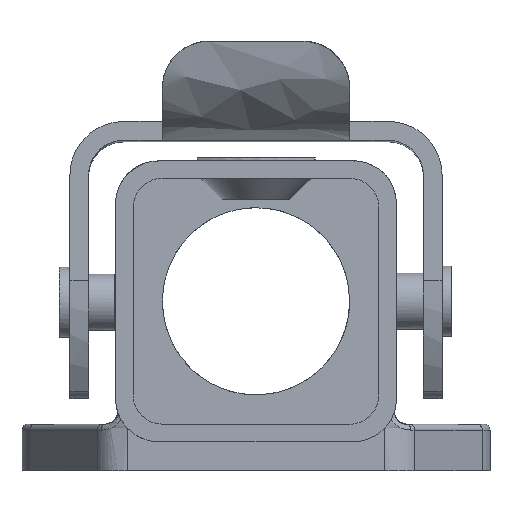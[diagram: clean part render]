
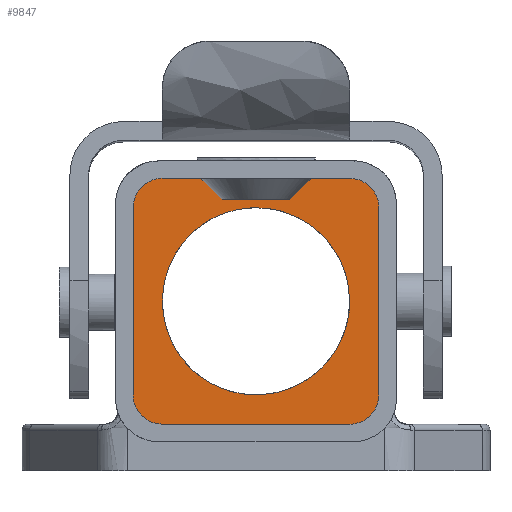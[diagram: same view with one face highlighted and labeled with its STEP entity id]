
A CAD part, front view. The second image highlights one B-rep face of the part: STEP entity #9847.
In plain terms, the highlighted free-form (B-spline) face has degree [1, 1] with [2, 2] control points.
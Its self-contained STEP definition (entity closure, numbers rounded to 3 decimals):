
#3367=CARTESIAN_POINT('V383',(-10.5,10.65,
   22.5));
#3368=VERTEX_POINT('V383',#3367);
#3374=CARTESIAN_POINT('V382',(-8.,10.65,
   25.));
#3375=VERTEX_POINT('V382',#3374);
#3376=CARTESIAN_POINT('E562',(-10.5,10.65,
   22.5));
#3377=CARTESIAN_POINT('E562',(-10.5,10.65,
   25.));
#3378=CARTESIAN_POINT('E562',(-8.,10.65,
   25.));
#3386=(BOUNDED_CURVE()B_SPLINE_CURVE(2,(#3376,#3377,#3378),
   .CIRCULAR_ARC.,.F.,.U.)CURVE()GEOMETRIC_REPRESENTATION_ITEM()
   QUASI_UNIFORM_CURVE()RATIONAL_B_SPLINE_CURVE((1.0,
   0.707,1.0))REPRESENTATION_ITEM('E562'));
#3387=EDGE_CURVE('E562',#3368,#3375,#3386,.T.);
#3428=CARTESIAN_POINT('V385',(8.,10.65,
   25.));
#3429=VERTEX_POINT('V385',#3428);
#3435=CARTESIAN_POINT('V384',(10.5,10.65,
   22.5));
#3436=VERTEX_POINT('V384',#3435);
#3437=CARTESIAN_POINT('E565',(8.,10.65,
   25.));
#3438=CARTESIAN_POINT('E565',(10.5,10.65,
   25.));
#3439=CARTESIAN_POINT('E565',(10.5,10.65,
   22.5));
#3447=(BOUNDED_CURVE()B_SPLINE_CURVE(2,(#3437,#3438,#3439),
   .CIRCULAR_ARC.,.F.,.U.)CURVE()GEOMETRIC_REPRESENTATION_ITEM()
   QUASI_UNIFORM_CURVE()RATIONAL_B_SPLINE_CURVE((1.0,
   0.707,1.0))REPRESENTATION_ITEM('E565'));
#3448=EDGE_CURVE('E565',#3429,#3436,#3447,.T.);
#3478=CARTESIAN_POINT('V390',(4.7,10.65,
   25.));
#3479=VERTEX_POINT('V390',#3478);
#3487=CARTESIAN_POINT('E579',(4.7,10.65,
   25.));
#3488=CARTESIAN_POINT('E579',(8.,10.65,
   25.));
#3489=B_SPLINE_CURVE_WITH_KNOTS('E579',1,(#3487,#3488),
   .POLYLINE_FORM.,.F.,.U.,(2,2),(0.794,1.0),
   .UNSPECIFIED.);
#3490=EDGE_CURVE('E579',#3479,#3429,#3489,.T.);
#3499=CARTESIAN_POINT('V391',(-4.7,10.65,
   25.));
#3500=VERTEX_POINT('V391',#3499);
#3501=CARTESIAN_POINT('E578',(-8.,10.65,
   25.));
#3502=CARTESIAN_POINT('E578',(-4.7,10.65,
   25.));
#3503=B_SPLINE_CURVE_WITH_KNOTS('E578',1,(#3501,#3502),
   .POLYLINE_FORM.,.F.,.U.,(2,2),(0.0,0.206),
   .UNSPECIFIED.);
#3504=EDGE_CURVE('E578',#3375,#3500,#3503,.T.);
#3536=CARTESIAN_POINT('V354',(2.9,10.65,
   23.2));
#3537=VERTEX_POINT('V354',#3536);
#3538=CARTESIAN_POINT('E574',(2.9,10.65,
   23.2));
#3539=CARTESIAN_POINT('E574',(4.7,10.65,
   25.));
#3540=B_SPLINE_CURVE_WITH_KNOTS('E574',1,(#3538,#3539),
   .POLYLINE_FORM.,.F.,.U.,(2,2),(0.093,
   0.907),.UNSPECIFIED.);
#3541=EDGE_CURVE('E574',#3537,#3479,#3540,.T.);
#3609=CARTESIAN_POINT('V352',(-2.9,10.65,
   23.2));
#3610=VERTEX_POINT('V352',#3609);
#3611=CARTESIAN_POINT('E576',(-4.7,10.65,
   25.));
#3612=CARTESIAN_POINT('E576',(-2.9,10.65,
   23.2));
#3613=B_SPLINE_CURVE_WITH_KNOTS('E576',1,(#3611,#3612),
   .POLYLINE_FORM.,.F.,.U.,(2,2),(0.093,
   0.907),.UNSPECIFIED.);
#3614=EDGE_CURVE('E576',#3500,#3610,#3613,.T.);
#3632=CARTESIAN_POINT('E529',(-2.9,10.65,
   23.2));
#3633=CARTESIAN_POINT('E529',(2.9,10.65,
   23.2));
#3634=QUASI_UNIFORM_CURVE('E529',1,(#3632,#3633),.POLYLINE_FORM.,.F.,
   .U.);
#3635=EDGE_CURVE('E529',#3610,#3537,#3634,.T.);
#6994=CARTESIAN_POINT('V358',(8.0,10.65,
   14.5));
#6995=VERTEX_POINT('V358',#6994);
#7019=CARTESIAN_POINT('E534',(8.0,10.65,
   14.5));
#7020=CARTESIAN_POINT('E534',(8.0,10.65,
   28.356));
#7021=CARTESIAN_POINT('E534',(-4.0,10.65,
   21.428));
#7022=CARTESIAN_POINT('E534',(-16.0,10.65,
   14.5));
#7023=CARTESIAN_POINT('E534',(-4.0,10.65,
   7.572));
#7024=CARTESIAN_POINT('E534',(8.0,10.65,
   0.644));
#7025=CARTESIAN_POINT('E534',(8.0,10.65,
   14.5));
#7033=(BOUNDED_CURVE()B_SPLINE_CURVE(2,(#7019,#7020,#7021,#7022,
   #7023,#7024,#7025),.CIRCULAR_ARC.,.T.,.U.)
   B_SPLINE_CURVE_WITH_KNOTS((3,2,2,3),(0.0,0.333,
   0.667,1.0),.UNSPECIFIED.)CURVE()
   GEOMETRIC_REPRESENTATION_ITEM()RATIONAL_B_SPLINE_CURVE((1.0,
   0.5,1.0,0.5,1.0,0.5,1.0)
   )REPRESENTATION_ITEM('E534'));
#7034=EDGE_CURVE('E534',#6995,#6995,#7033,.T.);
#9755=CARTESIAN_POINT('V417',(10.5,10.65,
   6.5));
#9756=VERTEX_POINT('V417',#9755);
#9762=CARTESIAN_POINT('V418',(8.,10.65,
   4.));
#9763=VERTEX_POINT('V418',#9762);
#9764=CARTESIAN_POINT('E633',(10.5,10.65,
   6.5));
#9765=CARTESIAN_POINT('E633',(10.5,10.65,
   4.));
#9766=CARTESIAN_POINT('E633',(8.,10.65,
   4.));
#9774=(BOUNDED_CURVE()B_SPLINE_CURVE(2,(#9764,#9765,#9766),
   .CIRCULAR_ARC.,.F.,.U.)CURVE()GEOMETRIC_REPRESENTATION_ITEM()
   QUASI_UNIFORM_CURVE()RATIONAL_B_SPLINE_CURVE((1.0,
   0.707,1.0))REPRESENTATION_ITEM('E633'));
#9775=EDGE_CURVE('E633',#9756,#9763,#9774,.T.);
#9792=CARTESIAN_POINT('E632',(10.5,10.65,
   22.5));
#9793=CARTESIAN_POINT('E632',(10.5,10.65,
   6.5));
#9794=QUASI_UNIFORM_CURVE('E632',1,(#9792,#9793),.POLYLINE_FORM.,.F.,
   .U.);
#9795=EDGE_CURVE('E632',#3436,#9756,#9794,.T.);
#9801=CARTESIAN_POINT('F240',(-11.125,10.65,
   25.625));
#9802=CARTESIAN_POINT('F240',(11.125,10.65,
   25.625));
#9803=CARTESIAN_POINT('F240',(-11.125,10.65,
   0.9));
#9804=CARTESIAN_POINT('F240',(11.125,10.65,
   0.9));
#9805=B_SPLINE_SURFACE_WITH_KNOTS('F240',1,1,((#9801,#9803),(
   #9802,#9804)),.PLANE_SURF.,.F.,.F.,.U.,(2,2),(2,2),(0.0,1.0),(
   0.0,1.111),.UNSPECIFIED.);
#9806=ORIENTED_EDGE('E565',*,*,#3448,.F.);
#9807=ORIENTED_EDGE('E579',*,*,#3490,.F.);
#9808=ORIENTED_EDGE('E574',*,*,#3541,.F.);
#9809=ORIENTED_EDGE('E529',*,*,#3635,.F.);
#9810=ORIENTED_EDGE('E576',*,*,#3614,.F.);
#9811=ORIENTED_EDGE('E578',*,*,#3504,.F.);
#9812=ORIENTED_EDGE('E562',*,*,#3387,.F.);
#9813=CARTESIAN_POINT('V420',(-10.5,10.65,
   6.5));
#9814=VERTEX_POINT('V420',#9813);
#9815=CARTESIAN_POINT('E637',(-10.5,10.65,
   6.5));
#9816=CARTESIAN_POINT('E637',(-10.5,10.65,
   22.5));
#9817=QUASI_UNIFORM_CURVE('E637',1,(#9815,#9816),.POLYLINE_FORM.,.F.,
   .U.);
#9818=EDGE_CURVE('E637',#9814,#3368,#9817,.T.);
#9819=ORIENTED_EDGE('E637',*,*,#9818,.F.);
#9820=CARTESIAN_POINT('V419',(-8.,10.65,
   4.));
#9821=VERTEX_POINT('V419',#9820);
#9822=CARTESIAN_POINT('E635',(-8.,10.65,
   4.));
#9823=CARTESIAN_POINT('E635',(-10.5,10.65,
   4.));
#9824=CARTESIAN_POINT('E635',(-10.5,10.65,
   6.5));
#9832=(BOUNDED_CURVE()B_SPLINE_CURVE(2,(#9822,#9823,#9824),
   .CIRCULAR_ARC.,.F.,.U.)CURVE()GEOMETRIC_REPRESENTATION_ITEM()
   QUASI_UNIFORM_CURVE()RATIONAL_B_SPLINE_CURVE((1.0,
   0.707,1.0))REPRESENTATION_ITEM('E635'));
#9833=EDGE_CURVE('E635',#9821,#9814,#9832,.T.);
#9834=ORIENTED_EDGE('E635',*,*,#9833,.F.);
#9835=CARTESIAN_POINT('E634',(-8.,10.65,
   4.));
#9836=CARTESIAN_POINT('E634',(8.,10.65,
   4.));
#9837=QUASI_UNIFORM_CURVE('E634',1,(#9835,#9836),.POLYLINE_FORM.,.F.,
   .U.);
#9838=EDGE_CURVE('E634',#9821,#9763,#9837,.T.);
#9839=ORIENTED_EDGE('E634',*,*,#9838,.T.);
#9840=ORIENTED_EDGE('E633',*,*,#9775,.F.);
#9841=ORIENTED_EDGE('E632',*,*,#9795,.F.);
#9842=EDGE_LOOP('F240',(#9806,#9807,#9808,#9809,#9810,#9811,#9812,
   #9819,#9834,#9839,#9840,#9841));
#9843=FACE_OUTER_BOUND('F240',#9842,.T.);
#9844=ORIENTED_EDGE('F200',*,*,#7034,.F.);
#9845=EDGE_LOOP('F240',(#9844));
#9846=FACE_BOUND('F240',#9845,.T.);
#9847=ADVANCED_FACE('F240',(#9843,#9846),#9805,.F.);
